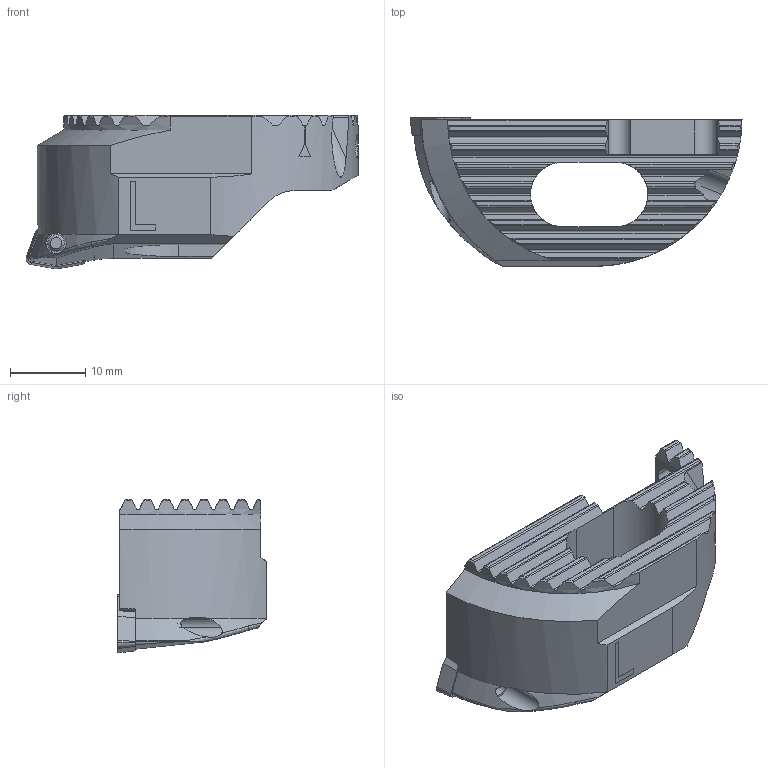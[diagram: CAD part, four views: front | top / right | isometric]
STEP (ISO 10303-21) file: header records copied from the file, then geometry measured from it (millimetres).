
FILE_DESCRIPTION(('no description'),'unknown implementation level');
FILE_NAME('AD7E0CE2-8923-4093-B9D7-7AE1FCFA3628_export.stp',' ',('CIMSOURCE GmbH'),('CADClick - KiM GmbH - www.kimweb.de'),'unknown preprocess','ACIS','unknown authorization');
FILE_SCHEMA(('automotive_design'));
Length unit declared in the file: millimetre
Products named in the file (3): 639.242 Kaiser 49-62 SW41 WC04 L|694.124 Kaiser ETL M2,5 X 5,8 T7 IP 10S;Kreismuster1; 639.242 Kaiser 49-62 SW41 WC04 L|655.631 Kaiser WCMT 040208 K20C;Kombinieren1; 639.242 Kaiser 49-62 SW41 WC04 L|639.242 Kaiser 49-62 SW41 WC04 L;Marke
Bounding box: 43.99 x 19.68 x 20.4 mm (x, y, z)
Volume: 6419.8 mm3; surface area: 4021.9 mm2
Topology: 3 solids, 3 shells, 238 faces, 670 edges, 436 vertices
Faces by surface type: plane 105, cylinder 87, cone 35, torus 8, bspline 2, sphere 1
Entity records: 17425 total; most frequent: CARTESIAN_POINT 3858, STYLED_ITEM 1343, PRESENTATION_STYLE_ASSIGNMENT 1343, COLOUR_RGB 1343, ORIENTED_EDGE 1332, DIRECTION 1259, EDGE_CURVE 666, CURVE_STYLE 666
